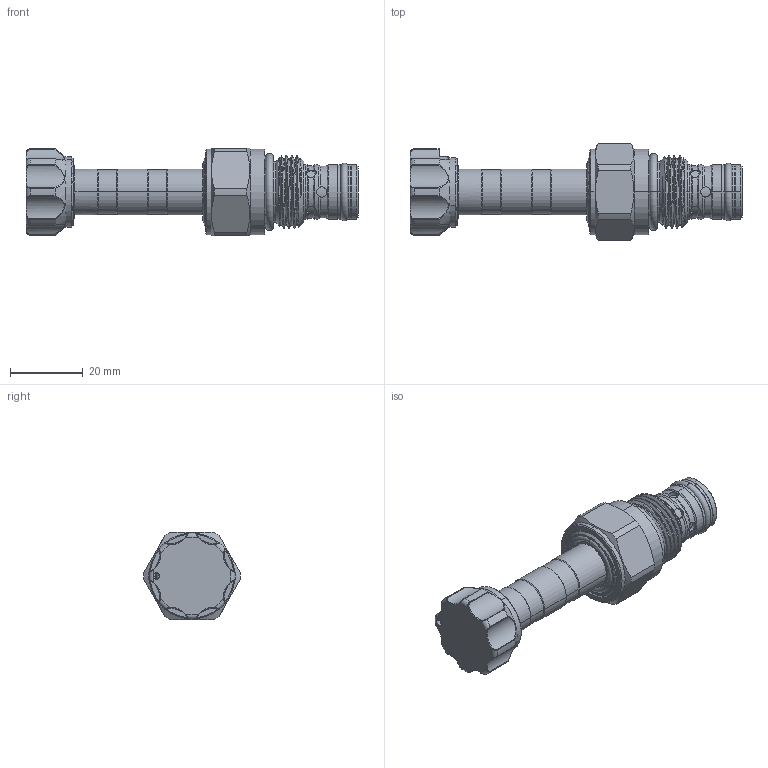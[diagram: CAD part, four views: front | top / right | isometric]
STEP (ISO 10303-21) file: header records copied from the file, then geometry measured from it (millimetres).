
FILE_DESCRIPTION (( 'STEP AP203' ), '1' );
FILE_NAME ('EP20M2A01N85.STEP', '2024-06-18T02:34:14', ( '' ), ( '' ), 'SwSTEP 2.0', 'SolidWorks 2018', '' );
FILE_SCHEMA (( 'CONFIG_CONTROL_DESIGN' ));
Length unit declared in the file: millimetre
Products named in the file (1): EP20M2A01N85
Bounding box: 91.5 x 26.69 x 24 mm (x, y, z)
Volume: 22416.6 mm3; surface area: 7369.1 mm2
Topology: 1 solids, 1 shells, 294 faces, 728 edges, 450 vertices
Faces by surface type: cylinder 141, cone 52, bspline 39, torus 31, plane 31
Entity records: 15848 total; most frequent: CARTESIAN_POINT 9253, ORIENTED_EDGE 1452, DIRECTION 1278, EDGE_CURVE 726, AXIS2_PLACEMENT_3D 550, VERTEX_POINT 450, EDGE_LOOP 312, FACE_OUTER_BOUND 294
